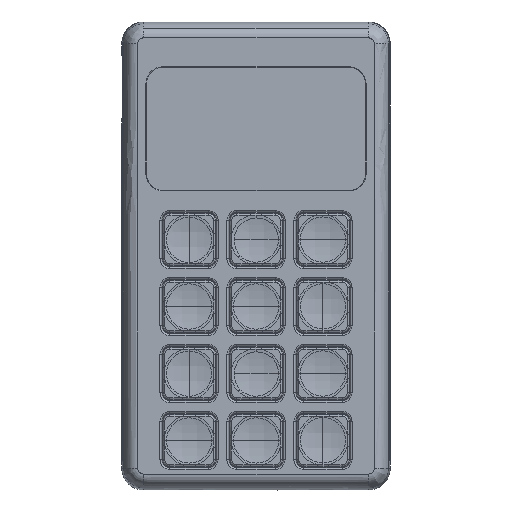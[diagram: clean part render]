
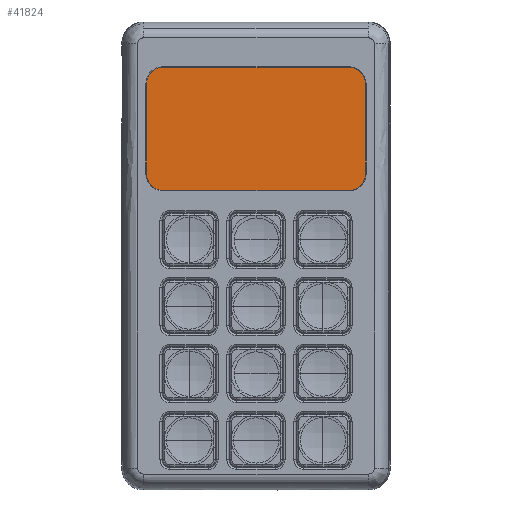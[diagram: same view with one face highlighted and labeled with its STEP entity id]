
A CAD part, top view. The second image highlights one B-rep face of the part: STEP entity #41824.
In plain terms, the highlighted planar face has unit normal (0, 0, 1).
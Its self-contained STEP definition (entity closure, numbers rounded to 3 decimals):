
#46 = DIRECTION ( 'NONE',  ( 1., 0., 0. ) ) ;
#2123 = VERTEX_POINT ( 'NONE', #5899 ) ;
#2257 = CARTESIAN_POINT ( 'NONE',  ( -17.026, 75.257, 4.22 ) ) ;
#2909 = VECTOR ( 'NONE', #47075, 1000. ) ;
#3012 = DIRECTION ( 'NONE',  ( 0., 0., 1. ) ) ;
#3407 = CARTESIAN_POINT ( 'NONE',  ( -17.026, 55.733, 4.22 ) ) ;
#3574 = ORIENTED_EDGE ( 'NONE', *, *, #37838, .F. ) ;
#4043 = CARTESIAN_POINT ( 'NONE',  ( 20.034, 55.733, 4.22 ) ) ;
#5004 = CARTESIAN_POINT ( 'NONE',  ( 17.026, 52.724, 4.22 ) ) ;
#5118 = EDGE_CURVE ( 'NONE', #5249, #48605, #30496, .T. ) ;
#5249 = VERTEX_POINT ( 'NONE', #5004 ) ;
#5641 = EDGE_CURVE ( 'NONE', #2123, #24522, #48892, .T. ) ;
#5899 = CARTESIAN_POINT ( 'NONE',  ( 20.034, 72.249, 4.22 ) ) ;
#6517 = CARTESIAN_POINT ( 'NONE',  ( -17.026, 52.724, 4.22 ) ) ;
#6650 = CIRCLE ( 'NONE', #41316, 3.008 ) ;
#6907 = VECTOR ( 'NONE', #44522, 1000. ) ;
#7955 = AXIS2_PLACEMENT_3D ( 'NONE', #10609, #3012, #10108 ) ;
#8161 = EDGE_CURVE ( 'NONE', #23675, #2123, #6650, .T. ) ;
#9056 = CARTESIAN_POINT ( 'NONE',  ( -17.026, 72.249, 4.22 ) ) ;
#9293 = DIRECTION ( 'NONE',  ( 1., 0., 0. ) ) ;
#10108 = DIRECTION ( 'NONE',  ( 1., 0., 0. ) ) ;
#10113 = VERTEX_POINT ( 'NONE', #16327 ) ;
#10609 = CARTESIAN_POINT ( 'NONE',  ( 17.026, 72.249, 4.22 ) ) ;
#13324 = ORIENTED_EDGE ( 'NONE', *, *, #42707, .F. ) ;
#13542 = AXIS2_PLACEMENT_3D ( 'NONE', #9056, #43889, #9293 ) ;
#16261 = ORIENTED_EDGE ( 'NONE', *, *, #8161, .F. ) ;
#16327 = CARTESIAN_POINT ( 'NONE',  ( -20.034, 72.249, 4.22 ) ) ;
#17608 = EDGE_LOOP ( 'NONE', ( #48721, #24682, #16261, #35174, #28961, #13324, #3574, #45118 ) ) ;
#18337 = DIRECTION ( 'NONE',  ( 0., -1., 0. ) ) ;
#19313 = DIRECTION ( 'NONE',  ( 0., 0., -1. ) ) ;
#20538 = CARTESIAN_POINT ( 'NONE',  ( -17.026, 75.257, 4.22 ) ) ;
#20788 = LINE ( 'NONE', #20538, #6907 ) ;
#21123 = AXIS2_PLACEMENT_3D ( 'NONE', #24161, #21353, #47155 ) ;
#21353 = DIRECTION ( 'NONE',  ( 0., 0., -1. ) ) ;
#23028 = DIRECTION ( 'NONE',  ( 0., 0., -1. ) ) ;
#23675 = VERTEX_POINT ( 'NONE', #37147 ) ;
#24075 = LINE ( 'NONE', #31659, #2909 ) ;
#24161 = CARTESIAN_POINT ( 'NONE',  ( 17.026, 55.733, 4.22 ) ) ;
#24522 = VERTEX_POINT ( 'NONE', #4043 ) ;
#24682 = ORIENTED_EDGE ( 'NONE', *, *, #5641, .F. ) ;
#26111 = VECTOR ( 'NONE', #18337, 1000. ) ;
#26124 = EDGE_CURVE ( 'NONE', #24522, #5249, #42904, .T. ) ;
#27407 = AXIS2_PLACEMENT_3D ( 'NONE', #3407, #19313, #45589 ) ;
#28961 = ORIENTED_EDGE ( 'NONE', *, *, #31257, .F. ) ;
#30496 = LINE ( 'NONE', #30751, #44161 ) ;
#30751 = CARTESIAN_POINT ( 'NONE',  ( 17.026, 52.724, 4.22 ) ) ;
#31257 = EDGE_CURVE ( 'NONE', #10113, #35390, #37756, .T. ) ;
#31659 = CARTESIAN_POINT ( 'NONE',  ( -20.034, 55.733, 4.22 ) ) ;
#32585 = PLANE ( 'NONE',  #7955 ) ;
#35174 = ORIENTED_EDGE ( 'NONE', *, *, #42850, .F. ) ;
#35390 = VERTEX_POINT ( 'NONE', #2257 ) ;
#37147 = CARTESIAN_POINT ( 'NONE',  ( 17.026, 75.257, 4.22 ) ) ;
#37369 = VERTEX_POINT ( 'NONE', #45060 ) ;
#37756 = CIRCLE ( 'NONE', #13542, 3.008 ) ;
#37838 = EDGE_CURVE ( 'NONE', #48605, #37369, #40330, .T. ) ;
#40330 = CIRCLE ( 'NONE', #27407, 3.008 ) ;
#41316 = AXIS2_PLACEMENT_3D ( 'NONE', #42733, #23028, #46 ) ;
#41824 = ADVANCED_FACE ( 'NONE', ( #44453 ), #32585, .T. ) ;
#42070 = CARTESIAN_POINT ( 'NONE',  ( 20.034, 72.249, 4.22 ) ) ;
#42707 = EDGE_CURVE ( 'NONE', #37369, #10113, #24075, .T. ) ;
#42733 = CARTESIAN_POINT ( 'NONE',  ( 17.026, 72.249, 4.22 ) ) ;
#42850 = EDGE_CURVE ( 'NONE', #35390, #23675, #20788, .T. ) ;
#42904 = CIRCLE ( 'NONE', #21123, 3.008 ) ;
#43889 = DIRECTION ( 'NONE',  ( 0., 0., -1. ) ) ;
#44161 = VECTOR ( 'NONE', #45921, 1000. ) ;
#44453 = FACE_OUTER_BOUND ( 'NONE', #17608, .T. ) ;
#44522 = DIRECTION ( 'NONE',  ( 1., 0., 0. ) ) ;
#45060 = CARTESIAN_POINT ( 'NONE',  ( -20.034, 55.733, 4.22 ) ) ;
#45118 = ORIENTED_EDGE ( 'NONE', *, *, #5118, .F. ) ;
#45589 = DIRECTION ( 'NONE',  ( 1., 0., 0. ) ) ;
#45921 = DIRECTION ( 'NONE',  ( -1., 0., 0. ) ) ;
#47075 = DIRECTION ( 'NONE',  ( 0., 1., 0. ) ) ;
#47155 = DIRECTION ( 'NONE',  ( 1., 0., 0. ) ) ;
#48605 = VERTEX_POINT ( 'NONE', #6517 ) ;
#48721 = ORIENTED_EDGE ( 'NONE', *, *, #26124, .F. ) ;
#48892 = LINE ( 'NONE', #42070, #26111 ) ;
